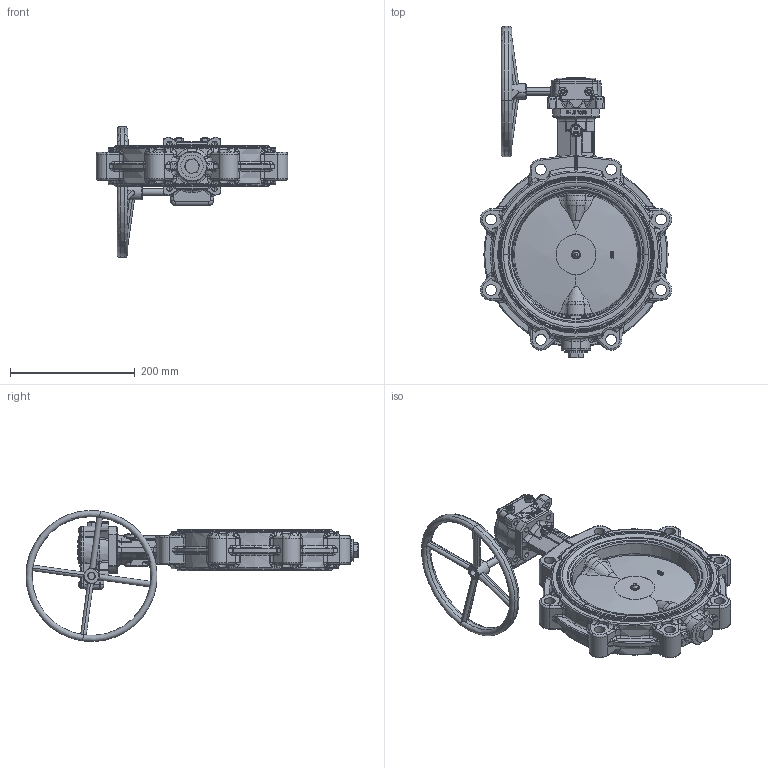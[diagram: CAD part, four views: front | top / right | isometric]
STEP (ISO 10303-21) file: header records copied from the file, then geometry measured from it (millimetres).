
FILE_DESCRIPTION (( 'STEP AP203' ), '1' );
FILE_NAME ('AK02_DN200_Getriebe.STEP', '2022-10-06T12:24:42', ( '' ), ( '' ), 'SwSTEP 2.0', 'SolidWorks 2021', '' );
FILE_SCHEMA (( 'CONFIG_CONTROL_DESIGN' ));
Length unit declared in the file: metre
Products named in the file (5): AK01_DN125-200_Getriebe - Handrad; AK02_DN200_OH; AK02_DN200_Getriebe; AK01_DN125-200_Getriebe mit Handrad; AK01_DN125-200_Getriebe
Assembly tree (4 placements, depth 3):
  AK02_DN200_Getriebe
    AK02_DN200_OH
    AK01_DN125-200_Getriebe mit Handrad
      AK01_DN125-200_Getriebe
      AK01_DN125-200_Getriebe - Handrad
Bounding box: 306.54 x 531.92 x 209.85 mm (x, y, z)
Volume: 2976009.9 mm3; surface area: 407701 mm2
Topology: 3 solids, 26 shells, 2697 faces, 6695 edges, 3992 vertices
Faces by surface type: cylinder 674, bspline 618, plane 538, torus 465, cone 311, sphere 91
Entity records: 132721 total; most frequent: CARTESIAN_POINT 73974, ORIENTED_EDGE 13114, DIRECTION 11141, EDGE_CURVE 6557, AXIS2_PLACEMENT_3D 4636, VERTEX_POINT 3992, EDGE_LOOP 2843, FACE_OUTER_BOUND 2697
